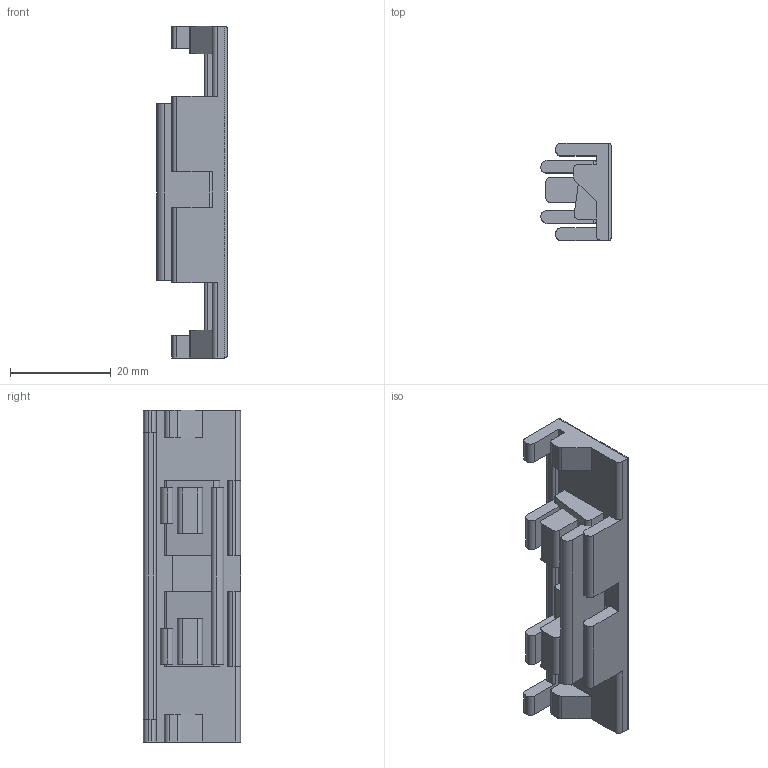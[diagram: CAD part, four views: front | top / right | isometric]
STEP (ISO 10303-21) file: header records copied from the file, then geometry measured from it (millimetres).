
FILE_DESCRIPTION(/* description */ (''),/* implementation_level */ '2;1');
FILE_NAME(/* name */ 'Eduboard_Adapter.step',/* time_stamp */ '2023-07-13T11:04:52+02:00',/* author */ (''),/* organization */ (''),/* preprocessor_version */ 'ST-DEVELOPER v19.2',/* originating_system */ 'Autodesk Translation Framework v12.6.0.85',/* authorisation */ '');
FILE_SCHEMA (('AUTOMOTIVE_DESIGN { 1 0 10303 214 3 1 1 }'));
Length unit declared in the file: millimetre
Products named in the file (3): Eduboard_Adapter; CPUClip; Display3.5Clip
Assembly tree (2 placements, depth 2):
  Eduboard_Adapter
    CPUClip
    Display3.5Clip
Bounding box: 14 x 19.3 x 66 mm (x, y, z)
Volume: 8982.3 mm3; surface area: 6696 mm2
Topology: 2 solids, 2 shells, 98 faces, 266 edges, 174 vertices
Faces by surface type: plane 59, cylinder 39
Entity records: 3165 total; most frequent: CARTESIAN_POINT 543, DIRECTION 542, ORIENTED_EDGE 532, EDGE_CURVE 266, LINE 196, VECTOR 196, VERTEX_POINT 174, AXIS2_PLACEMENT_3D 173
